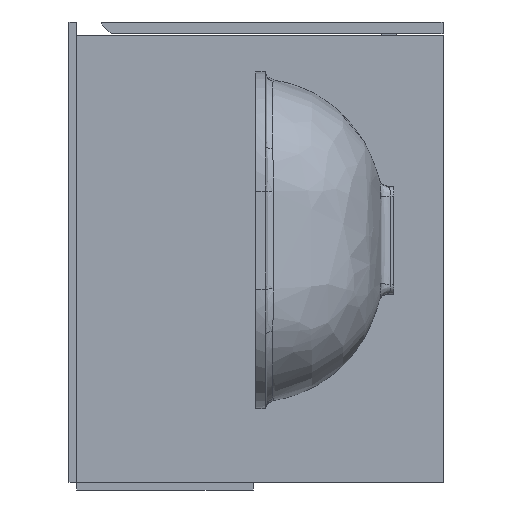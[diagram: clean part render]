
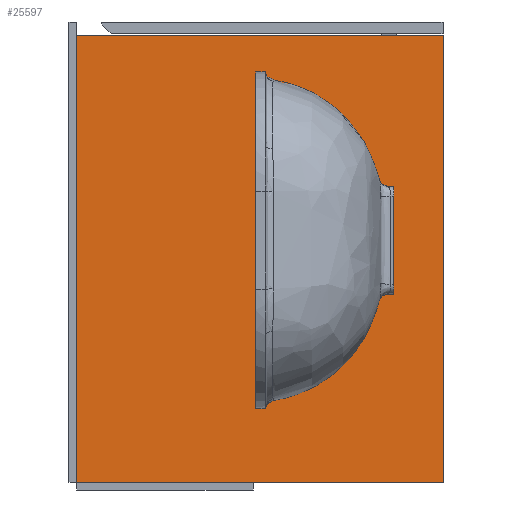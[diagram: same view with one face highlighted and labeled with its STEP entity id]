
A CAD part, left-side view. The second image highlights one B-rep face of the part: STEP entity #25597.
In plain terms, the highlighted planar face has unit normal (-1, 0, 0).
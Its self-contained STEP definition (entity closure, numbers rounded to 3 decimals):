
#1244 = FACE_OUTER_BOUND ( 'NONE', #20529, .T. ) ;
#2143 = CARTESIAN_POINT ( 'NONE',  ( 2., 0., -14. ) ) ;
#2805 = EDGE_CURVE ( 'NONE', #13853, #13821, #9492, .T. ) ;
#3937 = EDGE_CURVE ( 'NONE', #12685, #13821, #6069, .T. ) ;
#5735 = LINE ( 'NONE', #14811, #14783 ) ;
#6069 = LINE ( 'NONE', #15147, #21265 ) ;
#7780 = ORIENTED_EDGE ( 'NONE', *, *, #24648, .F. ) ;
#8087 = DIRECTION ( 'NONE',  ( 0., 0., -1. ) ) ;
#8487 = LINE ( 'NONE', #17556, #29118 ) ;
#9492 = LINE ( 'NONE', #18562, #11232 ) ;
#10322 = PLANE ( 'NONE',  #12995 ) ;
#11105 = CARTESIAN_POINT ( 'NONE',  ( 2., 374., -470. ) ) ;
#11232 = VECTOR ( 'NONE', #27623, 1000. ) ;
#12685 = VERTEX_POINT ( 'NONE', #22578 ) ;
#12995 = AXIS2_PLACEMENT_3D ( 'NONE', #19382, #28454, #8087 ) ;
#13821 = VERTEX_POINT ( 'NONE', #2143 ) ;
#13853 = VERTEX_POINT ( 'NONE', #20279 ) ;
#14783 = VECTOR ( 'NONE', #23869, 1000. ) ;
#14811 = CARTESIAN_POINT ( 'NONE',  ( 2., 830.396, -470. ) ) ;
#15147 = CARTESIAN_POINT ( 'NONE',  ( 2., 0., -470. ) ) ;
#17249 = ORIENTED_EDGE ( 'NONE', *, *, #3937, .T. ) ;
#17406 = VERTEX_POINT ( 'NONE', #11105 ) ;
#17556 = CARTESIAN_POINT ( 'NONE',  ( 2., 374., -470. ) ) ;
#18080 = EDGE_CURVE ( 'NONE', #17406, #12685, #5735, .T. ) ;
#18562 = CARTESIAN_POINT ( 'NONE',  ( 2., 830.396, -14. ) ) ;
#19382 = CARTESIAN_POINT ( 'NONE',  ( 2., 830.396, -470. ) ) ;
#20279 = CARTESIAN_POINT ( 'NONE',  ( 2., 374., -14. ) ) ;
#20529 = EDGE_LOOP ( 'NONE', ( #7780, #24371, #17249, #26230 ) ) ;
#21265 = VECTOR ( 'NONE', #24202, 1000. ) ;
#22578 = CARTESIAN_POINT ( 'NONE',  ( 2., 0., -470. ) ) ;
#23869 = DIRECTION ( 'NONE',  ( 0., -1., 0. ) ) ;
#24202 = DIRECTION ( 'NONE',  ( 0., 0., 1. ) ) ;
#24371 = ORIENTED_EDGE ( 'NONE', *, *, #18080, .T. ) ;
#24648 = EDGE_CURVE ( 'NONE', #17406, #13853, #8487, .T. ) ;
#25597 = ADVANCED_FACE ( 'NONE', ( #1244 ), #10322, .F. ) ;
#26230 = ORIENTED_EDGE ( 'NONE', *, *, #2805, .F. ) ;
#26615 = DIRECTION ( 'NONE',  ( 0., 0., 1. ) ) ;
#27623 = DIRECTION ( 'NONE',  ( 0., -1., 0. ) ) ;
#28454 = DIRECTION ( 'NONE',  ( 1., 0., 0. ) ) ;
#29118 = VECTOR ( 'NONE', #26615, 1000. ) ;
